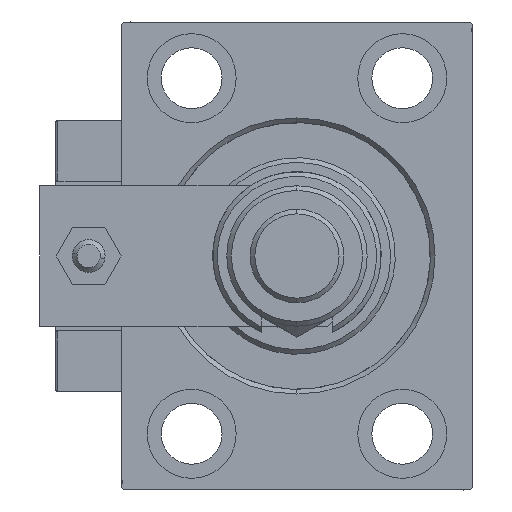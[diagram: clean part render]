
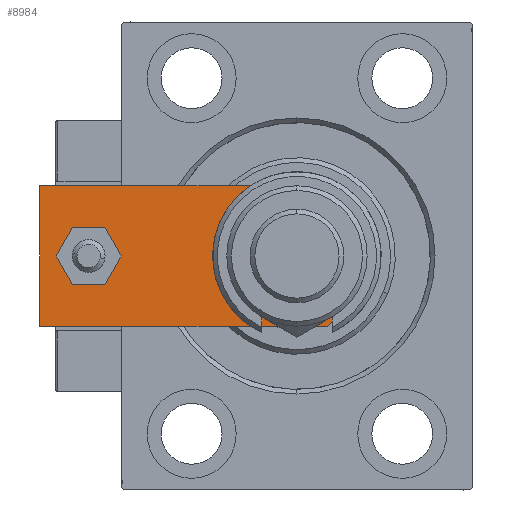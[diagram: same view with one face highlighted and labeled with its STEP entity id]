
A CAD part, left-side view. The second image highlights one B-rep face of the part: STEP entity #8984.
In plain terms, the highlighted face is planar.
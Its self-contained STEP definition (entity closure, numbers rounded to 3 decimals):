
#34 = VERTEX_POINT ( 'NONE', #51679 ) ;
#42 = DIRECTION ( 'NONE',  ( 1., 0., 0. ) ) ;
#970 = VERTEX_POINT ( 'NONE', #15819 ) ;
#993 = AXIS2_PLACEMENT_3D ( 'NONE', #11791, #27883, #44495 ) ;
#1107 = CARTESIAN_POINT ( 'NONE',  ( 0., 59.5, 8. ) ) ;
#1125 = CARTESIAN_POINT ( 'NONE',  ( 15., 0., 8. ) ) ;
#2118 = CIRCLE ( 'NONE', #27368, 10. ) ;
#2228 = VERTEX_POINT ( 'NONE', #20120 ) ;
#2993 = DIRECTION ( 'NONE',  ( 1., 0., 0. ) ) ;
#3644 = DIRECTION ( 'NONE',  ( 1., 0., 0. ) ) ;
#4119 = EDGE_CURVE ( 'NONE', #2228, #23645, #20169, .T. ) ;
#5322 = ORIENTED_EDGE ( 'NONE', *, *, #12245, .F. ) ;
#7556 = AXIS2_PLACEMENT_3D ( 'NONE', #53379, #45728, #25303 ) ;
#8984 = ADVANCED_FACE ( 'NONE', ( #15950, #52451, #15131 ), #20034, .T. ) ;
#9088 = VERTEX_POINT ( 'NONE', #30886 ) ;
#9518 = CIRCLE ( 'NONE', #22620, 4. ) ;
#11417 = VECTOR ( 'NONE', #52748, 1000. ) ;
#11791 = CARTESIAN_POINT ( 'NONE',  ( 0., 15., 8. ) ) ;
#11905 = ORIENTED_EDGE ( 'NONE', *, *, #48369, .T. ) ;
#12245 = EDGE_CURVE ( 'NONE', #49320, #970, #31072, .T. ) ;
#13274 = CARTESIAN_POINT ( 'NONE',  ( -4., 59.5, 8. ) ) ;
#13687 = CARTESIAN_POINT ( 'NONE',  ( 0., 15., 8. ) ) ;
#14424 = EDGE_CURVE ( 'NONE', #45045, #9088, #19961, .T. ) ;
#14937 = ORIENTED_EDGE ( 'NONE', *, *, #47452, .T. ) ;
#15131 = FACE_BOUND ( 'NONE', #37454, .T. ) ;
#15287 = DIRECTION ( 'NONE',  ( 0., 0., 1. ) ) ;
#15433 = CARTESIAN_POINT ( 'NONE',  ( -15., 0., 8. ) ) ;
#15819 = CARTESIAN_POINT ( 'NONE',  ( 4., 59.5, 8. ) ) ;
#15950 = FACE_BOUND ( 'NONE', #44409, .T. ) ;
#16025 = DIRECTION ( 'NONE',  ( 0., -1., 0. ) ) ;
#17134 = EDGE_CURVE ( 'NONE', #9088, #19152, #33322, .T. ) ;
#18215 = ORIENTED_EDGE ( 'NONE', *, *, #4119, .F. ) ;
#19152 = VERTEX_POINT ( 'NONE', #21346 ) ;
#19961 = LINE ( 'NONE', #36558, #38995 ) ;
#20034 = PLANE ( 'NONE',  #50812 ) ;
#20082 = ORIENTED_EDGE ( 'NONE', *, *, #14424, .T. ) ;
#20108 = LINE ( 'NONE', #53339, #27918 ) ;
#20120 = CARTESIAN_POINT ( 'NONE',  ( 10., 15., 8. ) ) ;
#20169 = CIRCLE ( 'NONE', #993, 10. ) ;
#20627 = ORIENTED_EDGE ( 'NONE', *, *, #17134, .T. ) ;
#20756 = EDGE_CURVE ( 'NONE', #51581, #45045, #29777, .T. ) ;
#21316 = ORIENTED_EDGE ( 'NONE', *, *, #48808, .F. ) ;
#21346 = CARTESIAN_POINT ( 'NONE',  ( 15., 70., 8. ) ) ;
#22620 = AXIS2_PLACEMENT_3D ( 'NONE', #1107, #15287, #2993 ) ;
#23645 = VERTEX_POINT ( 'NONE', #24750 ) ;
#24750 = CARTESIAN_POINT ( 'NONE',  ( -10., 15., 8. ) ) ;
#25181 = VECTOR ( 'NONE', #41004, 1000. ) ;
#25195 = VECTOR ( 'NONE', #49938, 1000. ) ;
#25303 = DIRECTION ( 'NONE',  ( 1., 0., 0. ) ) ;
#27077 = EDGE_LOOP ( 'NONE', ( #11905, #14937, #43037, #20082, #20627, #40407 ) ) ;
#27284 = VERTEX_POINT ( 'NONE', #28911 ) ;
#27368 = AXIS2_PLACEMENT_3D ( 'NONE', #13687, #46919, #42 ) ;
#27883 = DIRECTION ( 'NONE',  ( 0., 0., 1. ) ) ;
#27918 = VECTOR ( 'NONE', #16025, 1000. ) ;
#28270 = EDGE_CURVE ( 'NONE', #19152, #34, #51763, .T. ) ;
#28911 = CARTESIAN_POINT ( 'NONE',  ( -15., 8.5, 8. ) ) ;
#29777 = LINE ( 'NONE', #15433, #11417 ) ;
#29857 = VECTOR ( 'NONE', #35678, 1000. ) ;
#30886 = CARTESIAN_POINT ( 'NONE',  ( 15., 8.5, 8. ) ) ;
#31072 = CIRCLE ( 'NONE', #7556, 4. ) ;
#31211 = CARTESIAN_POINT ( 'NONE',  ( 6.5, 0., 8. ) ) ;
#31607 = CARTESIAN_POINT ( 'NONE',  ( 15., 70., 8. ) ) ;
#31757 = DIRECTION ( 'NONE',  ( 0., 0., 1. ) ) ;
#32150 = EDGE_CURVE ( 'NONE', #23645, #2228, #2118, .T. ) ;
#32239 = CARTESIAN_POINT ( 'NONE',  ( -6.5, 0., 8. ) ) ;
#32565 = CARTESIAN_POINT ( 'NONE',  ( 0., 0., 8. ) ) ;
#33085 = CARTESIAN_POINT ( 'NONE',  ( -3.25, -3.25, 8. ) ) ;
#33322 = LINE ( 'NONE', #1125, #25195 ) ;
#35678 = DIRECTION ( 'NONE',  ( -1., 0., 0. ) ) ;
#36558 = CARTESIAN_POINT ( 'NONE',  ( 3.25, -3.25, 8. ) ) ;
#37166 = LINE ( 'NONE', #33085, #25181 ) ;
#37454 = EDGE_LOOP ( 'NONE', ( #48051, #18215 ) ) ;
#38995 = VECTOR ( 'NONE', #53715, 1000. ) ;
#40407 = ORIENTED_EDGE ( 'NONE', *, *, #28270, .T. ) ;
#41004 = DIRECTION ( 'NONE',  ( 0.707, -0.707, 0. ) ) ;
#43037 = ORIENTED_EDGE ( 'NONE', *, *, #20756, .T. ) ;
#44409 = EDGE_LOOP ( 'NONE', ( #5322, #21316 ) ) ;
#44495 = DIRECTION ( 'NONE',  ( 1., 0., 0. ) ) ;
#45045 = VERTEX_POINT ( 'NONE', #31211 ) ;
#45728 = DIRECTION ( 'NONE',  ( 0., 0., 1. ) ) ;
#46919 = DIRECTION ( 'NONE',  ( 0., 0., 1. ) ) ;
#47452 = EDGE_CURVE ( 'NONE', #27284, #51581, #37166, .T. ) ;
#48051 = ORIENTED_EDGE ( 'NONE', *, *, #32150, .F. ) ;
#48369 = EDGE_CURVE ( 'NONE', #34, #27284, #20108, .T. ) ;
#48808 = EDGE_CURVE ( 'NONE', #970, #49320, #9518, .T. ) ;
#49320 = VERTEX_POINT ( 'NONE', #13274 ) ;
#49938 = DIRECTION ( 'NONE',  ( 0., 1., 0. ) ) ;
#50812 = AXIS2_PLACEMENT_3D ( 'NONE', #32565, #31757, #3644 ) ;
#51581 = VERTEX_POINT ( 'NONE', #32239 ) ;
#51679 = CARTESIAN_POINT ( 'NONE',  ( -15., 70., 8. ) ) ;
#51763 = LINE ( 'NONE', #31607, #29857 ) ;
#52451 = FACE_OUTER_BOUND ( 'NONE', #27077, .T. ) ;
#52748 = DIRECTION ( 'NONE',  ( 1., 0., 0. ) ) ;
#53339 = CARTESIAN_POINT ( 'NONE',  ( -15., 70., 8. ) ) ;
#53379 = CARTESIAN_POINT ( 'NONE',  ( 0., 59.5, 8. ) ) ;
#53715 = DIRECTION ( 'NONE',  ( 0.707, 0.707, 0. ) ) ;
